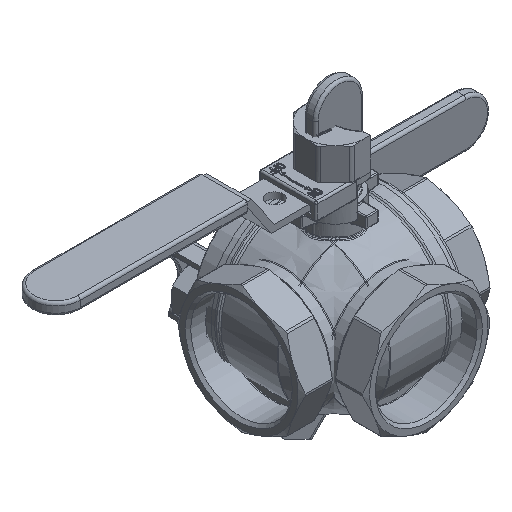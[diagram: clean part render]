
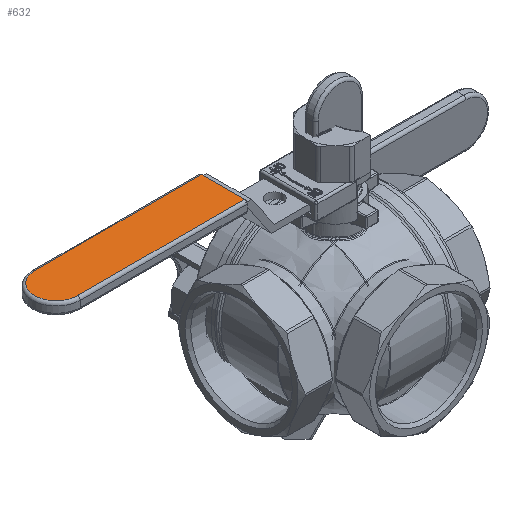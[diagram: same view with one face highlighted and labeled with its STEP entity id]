
A CAD part, isometric view. The second image highlights one B-rep face of the part: STEP entity #632.
In plain terms, the highlighted face is planar.
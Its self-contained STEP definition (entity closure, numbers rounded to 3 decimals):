
#632 = ADVANCED_FACE( '', ( #1742 ), #1743, .T. );
#1742 = FACE_OUTER_BOUND( '', #3450, .T. );
#1743 = PLANE( '', #3451 );
#3450 = EDGE_LOOP( '', ( #6372, #6373, #6374, #6375 ) );
#3451 = AXIS2_PLACEMENT_3D( '', #6376, #6377, #6378 );
#6372 = ORIENTED_EDGE( '', *, *, #10788, .F. );
#6373 = ORIENTED_EDGE( '', *, *, #10789, .F. );
#6374 = ORIENTED_EDGE( '', *, *, #10790, .F. );
#6375 = ORIENTED_EDGE( '', *, *, #10791, .T. );
#6376 = CARTESIAN_POINT( '', ( -13.5, -3.25, 109.866 ) );
#6377 = DIRECTION( '', ( 0., -1., 0. ) );
#6378 = DIRECTION( '', ( 0., 0., -1. ) );
#10788 = EDGE_CURVE( '', #12628, #12629, #12630, .T. );
#10789 = EDGE_CURVE( '', #12631, #12628, #12632, .T. );
#10790 = EDGE_CURVE( '', #12633, #12631, #12634, .T. );
#10791 = EDGE_CURVE( '', #12633, #12629, #12635, .T. );
#12628 = VERTEX_POINT( '', #15460 );
#12629 = VERTEX_POINT( '', #15461 );
#12630 = LINE( '', #15462, #15463 );
#12631 = VERTEX_POINT( '', #15464 );
#12632 = CIRCLE( '', #15465, 12. );
#12633 = VERTEX_POINT( '', #15466 );
#12634 = LINE( '', #15467, #15468 );
#12635 = LINE( '', #15469, #15470 );
#15460 = CARTESIAN_POINT( '', ( 12., -3.25, 96.366 ) );
#15461 = CARTESIAN_POINT( '', ( 12., -3.25, 3.366 ) );
#15462 = CARTESIAN_POINT( '', ( 12., -3.25, 96.366 ) );
#15463 = VECTOR( '', #21472, 1000. );
#15464 = CARTESIAN_POINT( '', ( -12., -3.25, 96.366 ) );
#15465 = AXIS2_PLACEMENT_3D( '', #21473, #21474, #21475 );
#15466 = CARTESIAN_POINT( '', ( -12., -3.25, 3.366 ) );
#15467 = CARTESIAN_POINT( '', ( -12., -3.25, 3.366 ) );
#15468 = VECTOR( '', #21476, 1000. );
#15469 = CARTESIAN_POINT( '', ( -12., -3.25, 3.366 ) );
#15470 = VECTOR( '', #21477, 1000. );
#21472 = DIRECTION( '', ( 0., 0., -1. ) );
#21473 = CARTESIAN_POINT( '', ( 0., -3.25, 96.366 ) );
#21474 = DIRECTION( '', ( 0., 1., 0. ) );
#21475 = DIRECTION( '', ( -1., 0., 0. ) );
#21476 = DIRECTION( '', ( 0., 0., 1. ) );
#21477 = DIRECTION( '', ( 1., 0., 0. ) );
